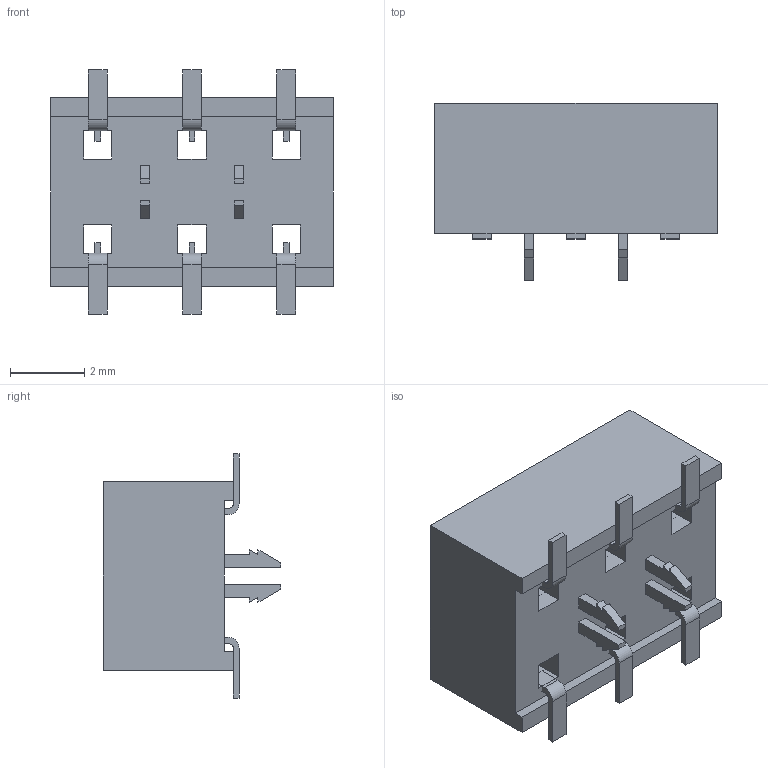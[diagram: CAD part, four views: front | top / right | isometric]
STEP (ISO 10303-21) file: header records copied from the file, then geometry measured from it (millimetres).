
FILE_DESCRIPTION( ( 'STEP AP214' ), '1' );
FILE_NAME( 'HLE-103-02-S-DV-LC.stp', '2021-07-11T15:15:14', ( 'License CC BY-ND 4.0' ), ( 'CADENAS' ), ' ', 'PARTsolutions', ' ' );
FILE_SCHEMA( ( 'AUTOMOTIVE_DESIGN { 1 0 10303 214 1 1 1 1 }' ) );
Length unit declared in the file: inch
Products named in the file (3): HLE-103-02-S-DV-LC; _HLE-103-02-DV-LC_socket; _C-132-12-03-DV
Assembly tree (2 placements, depth 2):
  HLE-103-02-S-DV-LC
    _HLE-103-02-DV-LC_socket
    _C-132-12-03-DV
Bounding box: 7.62 x 4.78 x 6.58 mm (x, y, z)
Volume: 145.2 mm3; surface area: 393.8 mm2
Topology: 2 solids, 2 shells, 214 faces, 588 edges, 384 vertices
Faces by surface type: plane 202, cylinder 12
Entity records: 8466 total; most frequent: CARTESIAN_POINT 1189, ORIENTED_EDGE 1176, DIRECTION 1046, EDGE_CURVE 588, LINE 564, VECTOR 564, VERTEX_POINT 384, EDGE_LOOP 248
